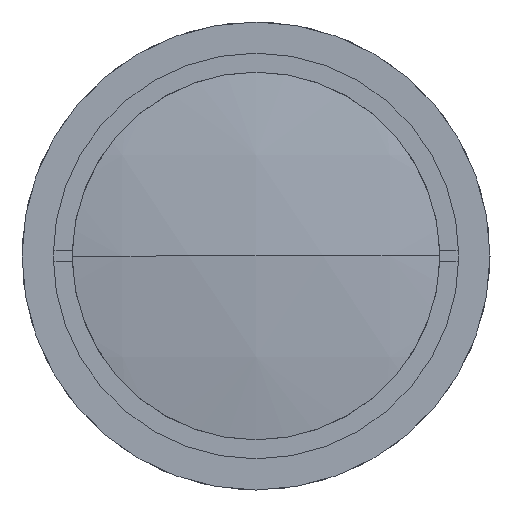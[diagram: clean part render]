
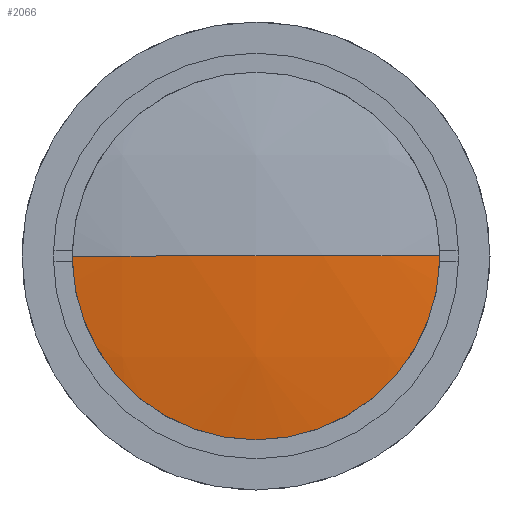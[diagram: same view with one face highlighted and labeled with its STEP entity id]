
A CAD part, left-side view. The second image highlights one B-rep face of the part: STEP entity #2066.
In plain terms, the highlighted spherical face has radius 100.18 mm.
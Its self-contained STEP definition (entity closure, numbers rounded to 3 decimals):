
#151 = AXIS2_PLACEMENT_3D ( 'NONE', #3082, #3106, #3406 ) ;
#245 = FACE_OUTER_BOUND ( 'NONE', #1927, .T. ) ;
#358 = EDGE_CURVE ( 'NONE', #410, #2427, #2992, .T. ) ;
#371 = CARTESIAN_POINT ( 'NONE',  ( 4.912, 18., 0. ) ) ;
#410 = VERTEX_POINT ( 'NONE', #498 ) ;
#498 = CARTESIAN_POINT ( 'NONE',  ( 4.912, -18., 0. ) ) ;
#555 = SPHERICAL_SURFACE ( 'NONE', #2087, 100.18 ) ;
#714 = CARTESIAN_POINT ( 'NONE',  ( 103.461, 0., 0. ) ) ;
#1127 = VERTEX_POINT ( 'NONE', #371 ) ;
#1350 = CIRCLE ( 'NONE', #151, 18. ) ;
#1927 = EDGE_LOOP ( 'NONE', ( #4196, #4173, #3190 ) ) ;
#1954 = DIRECTION ( 'NONE',  ( 0., 1., 0. ) ) ;
#1982 = CARTESIAN_POINT ( 'NONE',  ( 103.461, 0., 0. ) ) ;
#1987 = CARTESIAN_POINT ( 'NONE',  ( 103.461, 0., 0. ) ) ;
#2066 = ADVANCED_FACE ( 'NONE', ( #245 ), #555, .T. ) ;
#2087 = AXIS2_PLACEMENT_3D ( 'NONE', #1987, #3707, #1954 ) ;
#2336 = AXIS2_PLACEMENT_3D ( 'NONE', #1982, #3854, #3435 ) ;
#2427 = VERTEX_POINT ( 'NONE', #4620 ) ;
#2460 = DIRECTION ( 'NONE',  ( 0., 0., -1. ) ) ;
#2753 = EDGE_CURVE ( 'NONE', #1127, #410, #1350, .T. ) ;
#2820 = DIRECTION ( 'NONE',  ( 0., 1., 0. ) ) ;
#2992 = CIRCLE ( 'NONE', #3216, 100.18 ) ;
#3082 = CARTESIAN_POINT ( 'NONE',  ( 4.912, 0., 0. ) ) ;
#3106 = DIRECTION ( 'NONE',  ( -1., 0., 0. ) ) ;
#3190 = ORIENTED_EDGE ( 'NONE', *, *, #4524, .F. ) ;
#3216 = AXIS2_PLACEMENT_3D ( 'NONE', #714, #2460, #2820 ) ;
#3406 = DIRECTION ( 'NONE',  ( 0., 0., 1. ) ) ;
#3435 = DIRECTION ( 'NONE',  ( 0., -1., 0. ) ) ;
#3707 = DIRECTION ( 'NONE',  ( 0., 0., -1. ) ) ;
#3854 = DIRECTION ( 'NONE',  ( 0., 0., 1. ) ) ;
#3902 = CIRCLE ( 'NONE', #2336, 100.18 ) ;
#4173 = ORIENTED_EDGE ( 'NONE', *, *, #358, .T. ) ;
#4196 = ORIENTED_EDGE ( 'NONE', *, *, #2753, .T. ) ;
#4524 = EDGE_CURVE ( 'NONE', #1127, #2427, #3902, .T. ) ;
#4620 = CARTESIAN_POINT ( 'NONE',  ( 3.281, 0., 0. ) ) ;
